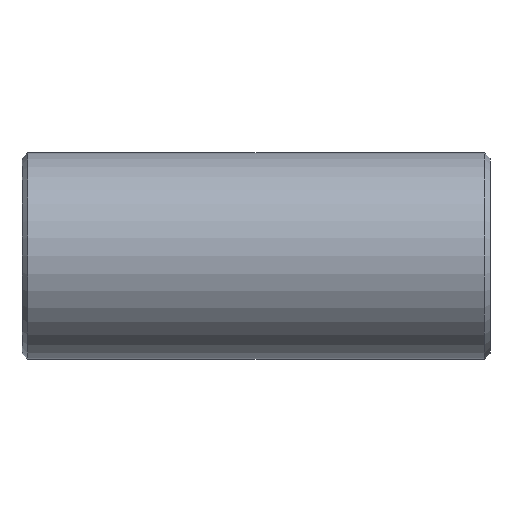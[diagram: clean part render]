
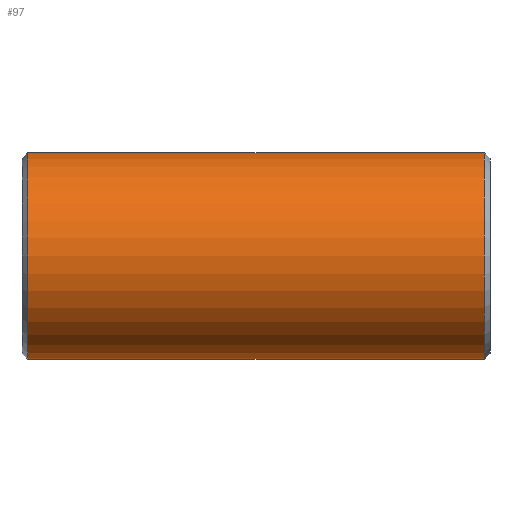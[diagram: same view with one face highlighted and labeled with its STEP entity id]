
A CAD part, front view. The second image highlights one B-rep face of the part: STEP entity #97.
In plain terms, the highlighted cylindrical face has radius 21.082 mm (diameter 42.164 mm), a partial arc.
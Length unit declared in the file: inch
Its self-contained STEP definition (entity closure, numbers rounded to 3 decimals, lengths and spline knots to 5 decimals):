
#19 = LINE ( 'NONE', #29, #478 ) ;
#29 = CARTESIAN_POINT ( 'NONE',  ( 1.88, 0., -0.83 ) ) ;
#37 = CARTESIAN_POINT ( 'NONE',  ( 1.83333, 0., 0. ) ) ;
#38 = CYLINDRICAL_SURFACE ( 'NONE', #180, 0.83 ) ;
#95 = DIRECTION ( 'NONE',  ( 0., 0., 1. ) ) ;
#97 = ADVANCED_FACE ( 'NONE', ( #209 ), #38, .T. ) ;
#98 = DIRECTION ( 'NONE',  ( 0., 0., -1. ) ) ;
#144 = CARTESIAN_POINT ( 'NONE',  ( 1.88, 0., 0.83 ) ) ;
#168 = VERTEX_POINT ( 'NONE', #257 ) ;
#172 = ORIENTED_EDGE ( 'NONE', *, *, #586, .T. ) ;
#180 = AXIS2_PLACEMENT_3D ( 'NONE', #714, #262, #606 ) ;
#183 = DIRECTION ( 'NONE',  ( -1., 0., 0. ) ) ;
#209 = FACE_OUTER_BOUND ( 'NONE', #479, .T. ) ;
#220 = CARTESIAN_POINT ( 'NONE',  ( -1.83333, 0., 0.83 ) ) ;
#222 = CIRCLE ( 'NONE', #650, 0.83 ) ;
#247 = VECTOR ( 'NONE', #307, 39.37008 ) ;
#257 = CARTESIAN_POINT ( 'NONE',  ( -1.83333, 0., -0.83 ) ) ;
#262 = DIRECTION ( 'NONE',  ( -1., 0., 0. ) ) ;
#307 = DIRECTION ( 'NONE',  ( -1., 0., 0. ) ) ;
#354 = VERTEX_POINT ( 'NONE', #648 ) ;
#365 = LINE ( 'NONE', #144, #247 ) ;
#400 = EDGE_CURVE ( 'NONE', #354, #168, #19, .T. ) ;
#430 = CARTESIAN_POINT ( 'NONE',  ( -1.83333, 0., 0. ) ) ;
#450 = AXIS2_PLACEMENT_3D ( 'NONE', #37, #711, #98 ) ;
#456 = VERTEX_POINT ( 'NONE', #541 ) ;
#478 = VECTOR ( 'NONE', #183, 39.37008 ) ;
#479 = EDGE_LOOP ( 'NONE', ( #509, #696, #172, #677 ) ) ;
#481 = EDGE_CURVE ( 'NONE', #354, #456, #676, .T. ) ;
#494 = DIRECTION ( 'NONE',  ( 1., 0., 0. ) ) ;
#509 = ORIENTED_EDGE ( 'NONE', *, *, #400, .F. ) ;
#531 = EDGE_CURVE ( 'NONE', #673, #168, #222, .T. ) ;
#541 = CARTESIAN_POINT ( 'NONE',  ( 1.83333, 0., 0.83 ) ) ;
#586 = EDGE_CURVE ( 'NONE', #456, #673, #365, .T. ) ;
#606 = DIRECTION ( 'NONE',  ( 0., 0., 1. ) ) ;
#648 = CARTESIAN_POINT ( 'NONE',  ( 1.83333, 0., -0.83 ) ) ;
#650 = AXIS2_PLACEMENT_3D ( 'NONE', #430, #494, #95 ) ;
#673 = VERTEX_POINT ( 'NONE', #220 ) ;
#676 = CIRCLE ( 'NONE', #450, 0.83 ) ;
#677 = ORIENTED_EDGE ( 'NONE', *, *, #531, .T. ) ;
#696 = ORIENTED_EDGE ( 'NONE', *, *, #481, .T. ) ;
#711 = DIRECTION ( 'NONE',  ( -1., 0., 0. ) ) ;
#714 = CARTESIAN_POINT ( 'NONE',  ( 1.88, 0., 0. ) ) ;
